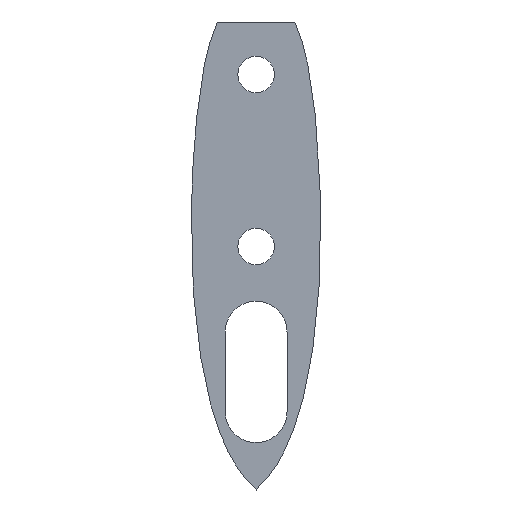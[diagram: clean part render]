
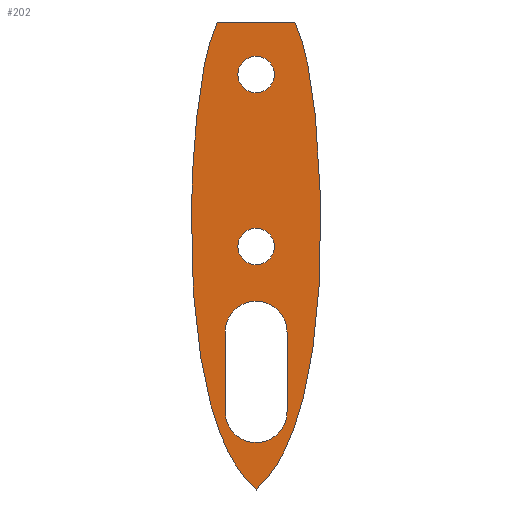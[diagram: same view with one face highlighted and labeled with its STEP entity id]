
A CAD part, top view. The second image highlights one B-rep face of the part: STEP entity #202.
In plain terms, the highlighted planar face has unit normal (0, 0, 1).
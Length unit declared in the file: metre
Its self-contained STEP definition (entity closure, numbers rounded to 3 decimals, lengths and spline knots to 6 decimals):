
#12=CIRCLE('',#219,0.0045);
#14=CIRCLE('',#223,0.0045);
#17=CIRCLE('',#227,0.00265);
#19=CIRCLE('',#230,0.00265);
#28=PLANE('',#232);
#31=LINE('',#338,#44);
#34=LINE('',#344,#47);
#39=LINE('',#359,#52);
#44=VECTOR('',#239,1.);
#47=VECTOR('',#244,1.);
#52=VECTOR('',#257,1.);
#96=ORIENTED_EDGE('',*,*,#127,.T.);
#97=ORIENTED_EDGE('',*,*,#125,.T.);
#98=ORIENTED_EDGE('',*,*,#112,.F.);
#99=ORIENTED_EDGE('',*,*,#122,.T.);
#100=ORIENTED_EDGE('',*,*,#119,.T.);
#101=ORIENTED_EDGE('',*,*,#116,.T.);
#102=ORIENTED_EDGE('',*,*,#105,.F.);
#103=ORIENTED_EDGE('',*,*,#128,.T.);
#104=ORIENTED_EDGE('',*,*,#109,.F.);
#105=EDGE_CURVE('',#130,#131,#148,.T.);
#109=EDGE_CURVE('',#131,#134,#31,.T.);
#112=EDGE_CURVE('',#136,#137,#34,.T.);
#116=EDGE_CURVE('',#140,#137,#12,.F.);
#119=EDGE_CURVE('',#142,#140,#39,.T.);
#122=EDGE_CURVE('',#136,#142,#14,.F.);
#125=EDGE_CURVE('',#145,#145,#17,.F.);
#127=EDGE_CURVE('',#147,#147,#19,.F.);
#128=EDGE_CURVE('',#130,#134,#150,.T.);
#130=VERTEX_POINT('',#316);
#131=VERTEX_POINT('',#317);
#134=VERTEX_POINT('',#339);
#136=VERTEX_POINT('',#345);
#137=VERTEX_POINT('',#346);
#140=VERTEX_POINT('',#354);
#142=VERTEX_POINT('',#360);
#145=VERTEX_POINT('',#371);
#147=VERTEX_POINT('',#376);
#148=B_SPLINE_CURVE_WITH_KNOTS('',3,(#301,#302,#303,#304,#305,#306,#307,
#308,#309,#310,#311,#312,#313,#314,#315),.UNSPECIFIED.,.F.,.F.,(4,1,1,1,
1,1,1,1,1,1,1,1,4),(0.016075,0.020375,0.022525,
0.024675,0.028975,0.033275,0.041875,
0.050475,0.059075,0.067674,0.076274,
0.080574,0.084874),.UNSPECIFIED.);
#150=B_SPLINE_CURVE_WITH_KNOTS('',3,(#395,#396,#397,#398,#399,#400,#401,
#402,#403,#404,#405,#406,#407,#408,#409),.UNSPECIFIED.,.F.,.F.,(4,1,1,1,
1,1,1,1,1,1,1,1,4),(0.086434,0.088677,0.09092,
0.095405,0.099891,0.104377,0.113348,
0.122319,0.13129,0.140261,0.149232,
0.153718,0.158204),.UNSPECIFIED.);
#167=EDGE_LOOP('',(#96));
#168=EDGE_LOOP('',(#97));
#169=EDGE_LOOP('',(#98,#99,#100,#101));
#170=EDGE_LOOP('',(#102,#103,#104));
#186=FACE_BOUND('',#167,.T.);
#187=FACE_BOUND('',#168,.T.);
#188=FACE_BOUND('',#169,.T.);
#189=FACE_BOUND('',#170,.T.);
#202=ADVANCED_FACE('',(#186,#187,#188,#189),#28,.T.);
#219=AXIS2_PLACEMENT_3D('',#353,#250,#251);
#223=AXIS2_PLACEMENT_3D('',#365,#262,#263);
#227=AXIS2_PLACEMENT_3D('',#370,#270,#271);
#230=AXIS2_PLACEMENT_3D('',#375,#276,#277);
#232=AXIS2_PLACEMENT_3D('',#426,#280,#281);
#239=DIRECTION('',(1.,0.,0.));
#244=DIRECTION('',(0.,-1.,0.));
#250=DIRECTION('',(0.,0.,1.));
#251=DIRECTION('',(1.,0.,0.));
#257=DIRECTION('',(0.,-1.,0.));
#262=DIRECTION('',(0.,0.,1.));
#263=DIRECTION('',(1.,0.,0.));
#270=DIRECTION('',(0.,0.,1.));
#271=DIRECTION('',(1.,0.,0.));
#276=DIRECTION('',(0.,0.,1.));
#277=DIRECTION('',(1.,0.,0.));
#280=DIRECTION('',(0.,0.,1.));
#281=DIRECTION('',(1.,0.,0.));
#301=CARTESIAN_POINT('',(0.,-0.107166,0.0015));
#302=CARTESIAN_POINT('',(-0.001079,-0.10622,0.0015));
#303=CARTESIAN_POINT('',(-0.00244,-0.104543,0.0015));
#304=CARTESIAN_POINT('',(-0.003928,-0.101938,0.0015));
#305=CARTESIAN_POINT('',(-0.005165,-0.099256,0.0015));
#306=CARTESIAN_POINT('',(-0.00636,-0.095806,0.0015));
#307=CARTESIAN_POINT('',(-0.00777,-0.090145,0.0015));
#308=CARTESIAN_POINT('',(-0.008851,-0.082854,0.0015));
#309=CARTESIAN_POINT('',(-0.009427,-0.074042,0.0015));
#310=CARTESIAN_POINT('',(-0.009462,-0.065203,0.0015));
#311=CARTESIAN_POINT('',(-0.009014,-0.056403,0.0015));
#312=CARTESIAN_POINT('',(-0.008247,-0.04907,0.0015));
#313=CARTESIAN_POINT('',(-0.007153,-0.043287,0.0015));
#314=CARTESIAN_POINT('',(-0.006248,-0.040468,0.0015));
#315=CARTESIAN_POINT('',(-0.005639,-0.039134,0.0015));
#316=CARTESIAN_POINT('',(0.,-0.107166,0.0015));
#317=CARTESIAN_POINT('',(-0.005639,-0.039134,0.0015));
#338=CARTESIAN_POINT('',(0.,-0.039134,0.0015));
#339=CARTESIAN_POINT('',(0.005639,-0.039134,0.0015));
#344=CARTESIAN_POINT('',(-0.0045,0.05779,0.0015));
#345=CARTESIAN_POINT('',(-0.0045,-0.084218,0.0015));
#346=CARTESIAN_POINT('',(-0.0045,-0.095782,0.0015));
#353=CARTESIAN_POINT('',(0.,-0.095782,0.0015));
#354=CARTESIAN_POINT('',(0.0045,-0.095782,0.0015));
#359=CARTESIAN_POINT('',(0.0045,0.05779,0.0015));
#360=CARTESIAN_POINT('',(0.0045,-0.084218,0.0015));
#365=CARTESIAN_POINT('',(0.,-0.084218,0.0015));
#370=CARTESIAN_POINT('',(0.,-0.046771,0.0015));
#371=CARTESIAN_POINT('',(0.00265,-0.046771,0.0015));
#375=CARTESIAN_POINT('',(0.,-0.071771,0.0015));
#376=CARTESIAN_POINT('',(0.00265,-0.071771,0.0015));
#395=CARTESIAN_POINT('',(0.,-0.107166,0.0015));
#396=CARTESIAN_POINT('',(0.000562,-0.106673,0.0015));
#397=CARTESIAN_POINT('',(0.001597,-0.105582,0.0015));
#398=CARTESIAN_POINT('',(0.003299,-0.103198,0.0015));
#399=CARTESIAN_POINT('',(0.004955,-0.099881,0.0015));
#400=CARTESIAN_POINT('',(0.006391,-0.095699,0.0015));
#401=CARTESIAN_POINT('',(0.00779,-0.090035,0.0015));
#402=CARTESIAN_POINT('',(0.008857,-0.082786,0.0015));
#403=CARTESIAN_POINT('',(0.009429,-0.073972,0.0015));
#404=CARTESIAN_POINT('',(0.009461,-0.065155,0.0015));
#405=CARTESIAN_POINT('',(0.009012,-0.05637,0.0015));
#406=CARTESIAN_POINT('',(0.008245,-0.049051,0.0015));
#407=CARTESIAN_POINT('',(0.007151,-0.043279,0.0015));
#408=CARTESIAN_POINT('',(0.006247,-0.040465,0.0015));
#409=CARTESIAN_POINT('',(0.005639,-0.039134,0.0015));
#426=CARTESIAN_POINT('',(0.,0.037397,0.0015));
